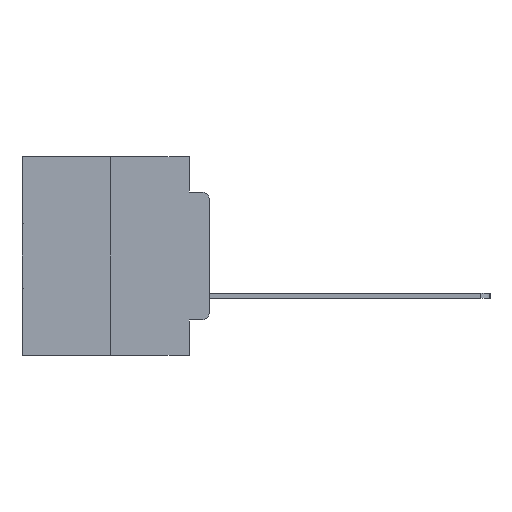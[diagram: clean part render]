
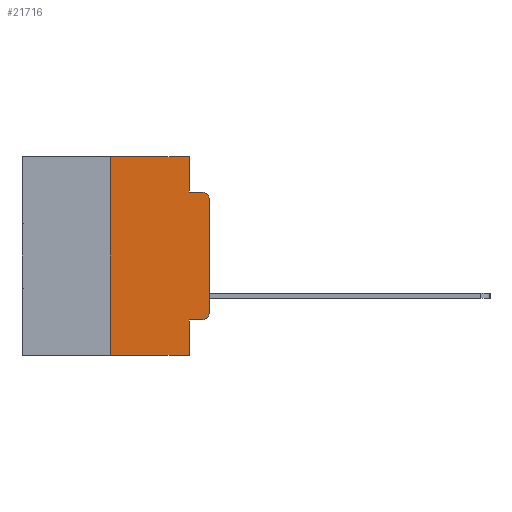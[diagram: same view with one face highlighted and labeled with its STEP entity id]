
A CAD part, left-side view. The second image highlights one B-rep face of the part: STEP entity #21716.
In plain terms, the highlighted planar face has unit normal (-1, 0, 0).
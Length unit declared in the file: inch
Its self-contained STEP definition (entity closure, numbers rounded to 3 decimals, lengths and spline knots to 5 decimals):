
#496 = ORIENTED_EDGE ( 'NONE', *, *, #5485, .T. ) ;
#625 = ORIENTED_EDGE ( 'NONE', *, *, #20681, .F. ) ;
#712 = VERTEX_POINT ( 'NONE', #11495 ) ;
#843 = LINE ( 'NONE', #2826, #25057 ) ;
#847 = DIRECTION ( 'NONE',  ( -1., 0., 0. ) ) ;
#1031 = EDGE_CURVE ( 'NONE', #9670, #712, #10821, .T. ) ;
#1764 = CARTESIAN_POINT ( 'NONE',  ( 0., 0.051, 0. ) ) ;
#2826 = CARTESIAN_POINT ( 'NONE',  ( 0., 0.051, 0. ) ) ;
#3252 = AXIS2_PLACEMENT_3D ( 'NONE', #10091, #26324, #12468 ) ;
#3784 = CARTESIAN_POINT ( 'NONE',  ( 0., 0.02, -0.4115 ) ) ;
#4460 = DIRECTION ( 'NONE',  ( 0., -1., 0. ) ) ;
#4803 = VERTEX_POINT ( 'NONE', #7867 ) ;
#5008 = EDGE_CURVE ( 'NONE', #9670, #7869, #26550, .T. ) ;
#5485 = EDGE_CURVE ( 'NONE', #12194, #30240, #19666, .T. ) ;
#5733 = LINE ( 'NONE', #16214, #25107 ) ;
#5852 = EDGE_CURVE ( 'NONE', #6045, #12194, #21824, .T. ) ;
#6045 = VERTEX_POINT ( 'NONE', #21278 ) ;
#6543 = VERTEX_POINT ( 'NONE', #13746 ) ;
#7529 = LINE ( 'NONE', #1764, #19279 ) ;
#7609 = DIRECTION ( 'NONE',  ( 0., 0., -1. ) ) ;
#7683 = VECTOR ( 'NONE', #28059, 39.37008 ) ;
#7841 = DIRECTION ( 'NONE',  ( 0., -1., 0. ) ) ;
#7867 = CARTESIAN_POINT ( 'NONE',  ( 0., 0.02, -0.0885 ) ) ;
#7869 = VERTEX_POINT ( 'NONE', #23707 ) ;
#7980 = DIRECTION ( 'NONE',  ( 0., 0., 1. ) ) ;
#8087 = CIRCLE ( 'NONE', #12617, 0.02 ) ;
#9670 = VERTEX_POINT ( 'NONE', #21832 ) ;
#10050 = ORIENTED_EDGE ( 'NONE', *, *, #10100, .F. ) ;
#10078 = FACE_OUTER_BOUND ( 'NONE', #12883, .T. ) ;
#10091 = CARTESIAN_POINT ( 'NONE',  ( 0., 0.02, -0.3915 ) ) ;
#10100 = EDGE_CURVE ( 'NONE', #12686, #4803, #13970, .T. ) ;
#10821 = LINE ( 'NONE', #24148, #16292 ) ;
#11254 = VECTOR ( 'NONE', #7980, 39.37008 ) ;
#11319 = DIRECTION ( 'NONE',  ( 0., -1., 0. ) ) ;
#11495 = CARTESIAN_POINT ( 'NONE',  ( 0., 0.051, -0.5 ) ) ;
#11832 = ORIENTED_EDGE ( 'NONE', *, *, #23917, .T. ) ;
#12194 = VERTEX_POINT ( 'NONE', #3784 ) ;
#12468 = DIRECTION ( 'NONE',  ( 0., 0., -1. ) ) ;
#12574 = EDGE_CURVE ( 'NONE', #6045, #712, #843, .T. ) ;
#12617 = AXIS2_PLACEMENT_3D ( 'NONE', #15025, #847, #17359 ) ;
#12686 = VERTEX_POINT ( 'NONE', #17347 ) ;
#12883 = EDGE_LOOP ( 'NONE', ( #11832, #18378, #10050, #625, #20886, #15455, #17543, #29901, #20391, #496 ) ) ;
#13337 = CARTESIAN_POINT ( 'NONE',  ( 0., 0.25, 0. ) ) ;
#13592 = DIRECTION ( 'NONE',  ( 0., 0., -1. ) ) ;
#13746 = CARTESIAN_POINT ( 'NONE',  ( 0., 0., -0.1085 ) ) ;
#13970 = LINE ( 'NONE', #16429, #7683 ) ;
#15025 = CARTESIAN_POINT ( 'NONE',  ( 0., 0.02, -0.1085 ) ) ;
#15342 = DIRECTION ( 'NONE',  ( 0., 0., -1. ) ) ;
#15455 = ORIENTED_EDGE ( 'NONE', *, *, #5008, .F. ) ;
#16214 = CARTESIAN_POINT ( 'NONE',  ( 0., 0.473, 0. ) ) ;
#16292 = VECTOR ( 'NONE', #7841, 39.37008 ) ;
#16429 = CARTESIAN_POINT ( 'NONE',  ( 0., 0.051, -0.0885 ) ) ;
#17181 = EDGE_CURVE ( 'NONE', #6543, #4803, #8087, .T. ) ;
#17347 = CARTESIAN_POINT ( 'NONE',  ( 0., 0.051, -0.0885 ) ) ;
#17359 = DIRECTION ( 'NONE',  ( 0., 0., -1. ) ) ;
#17429 = LINE ( 'NONE', #24177, #11254 ) ;
#17543 = ORIENTED_EDGE ( 'NONE', *, *, #1031, .T. ) ;
#18378 = ORIENTED_EDGE ( 'NONE', *, *, #17181, .T. ) ;
#18635 = CARTESIAN_POINT ( 'NONE',  ( 0., 0.051, 0. ) ) ;
#19279 = VECTOR ( 'NONE', #13592, 39.37008 ) ;
#19666 = CIRCLE ( 'NONE', #3252, 0.02 ) ;
#19908 = CARTESIAN_POINT ( 'NONE',  ( 0., 0.473, 0. ) ) ;
#20391 = ORIENTED_EDGE ( 'NONE', *, *, #5852, .T. ) ;
#20681 = EDGE_CURVE ( 'NONE', #22473, #12686, #7529, .T. ) ;
#20687 = CARTESIAN_POINT ( 'NONE',  ( 0., 0., -0.3915 ) ) ;
#20886 = ORIENTED_EDGE ( 'NONE', *, *, #28451, .F. ) ;
#21278 = CARTESIAN_POINT ( 'NONE',  ( 0., 0.051, -0.4115 ) ) ;
#21716 = ADVANCED_FACE ( 'NONE', ( #10078 ), #22248, .F. ) ;
#21824 = LINE ( 'NONE', #25208, #27958 ) ;
#21832 = CARTESIAN_POINT ( 'NONE',  ( 0., 0.25, -0.5 ) ) ;
#22248 = PLANE ( 'NONE',  #23785 ) ;
#22473 = VERTEX_POINT ( 'NONE', #18635 ) ;
#23707 = CARTESIAN_POINT ( 'NONE',  ( 0., 0.25, 0. ) ) ;
#23785 = AXIS2_PLACEMENT_3D ( 'NONE', #19908, #29175, #15342 ) ;
#23917 = EDGE_CURVE ( 'NONE', #30240, #6543, #17429, .T. ) ;
#24148 = CARTESIAN_POINT ( 'NONE',  ( 0., 0.473, -0.5 ) ) ;
#24177 = CARTESIAN_POINT ( 'NONE',  ( 0., 0., 0. ) ) ;
#25057 = VECTOR ( 'NONE', #7609, 39.37008 ) ;
#25107 = VECTOR ( 'NONE', #4460, 39.37008 ) ;
#25208 = CARTESIAN_POINT ( 'NONE',  ( 0., 0.051, -0.4115 ) ) ;
#25836 = VECTOR ( 'NONE', #27097, 39.37008 ) ;
#26324 = DIRECTION ( 'NONE',  ( -1., 0., 0. ) ) ;
#26550 = LINE ( 'NONE', #13337, #25836 ) ;
#27097 = DIRECTION ( 'NONE',  ( 0., 0., 1. ) ) ;
#27958 = VECTOR ( 'NONE', #11319, 39.37008 ) ;
#28059 = DIRECTION ( 'NONE',  ( 0., -1., 0. ) ) ;
#28451 = EDGE_CURVE ( 'NONE', #7869, #22473, #5733, .T. ) ;
#29175 = DIRECTION ( 'NONE',  ( 1., 0., 0. ) ) ;
#29901 = ORIENTED_EDGE ( 'NONE', *, *, #12574, .F. ) ;
#30240 = VERTEX_POINT ( 'NONE', #20687 ) ;
